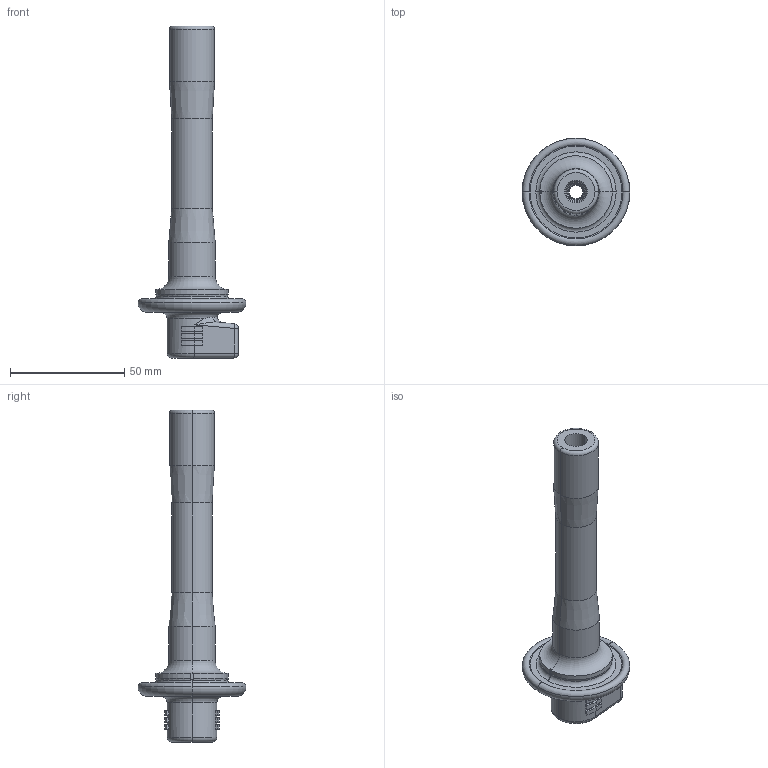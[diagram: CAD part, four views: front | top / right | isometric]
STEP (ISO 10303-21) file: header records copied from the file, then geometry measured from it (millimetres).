
FILE_DESCRIPTION (( 'STEP AP203' ), '1' );
FILE_NAME ('SB37.STEP', '2019-10-30T16:40:50', ( 'tempuser' ), ( 'Microsoft' ), 'SwSTEP 2.0', 'SolidWorks 2019', '' );
FILE_SCHEMA (( 'CONFIG_CONTROL_DESIGN' ));
Length unit declared in the file: inch
Products named in the file (1): SB37
Bounding box: 47.11 x 47.11 x 145.29 mm (x, y, z)
Volume: 48423.2 mm3; surface area: 16967.4 mm2
Topology: 1 solids, 1 shells, 138 faces, 335 edges, 196 vertices
Faces by surface type: plane 46, cylinder 37, torus 34, cone 12, bspline 5, sphere 4
Entity records: 4340 total; most frequent: CARTESIAN_POINT 1024, DIRECTION 729, ORIENTED_EDGE 662, EDGE_CURVE 331, AXIS2_PLACEMENT_3D 289, VERTEX_POINT 196, CIRCLE 155, LINE 151
